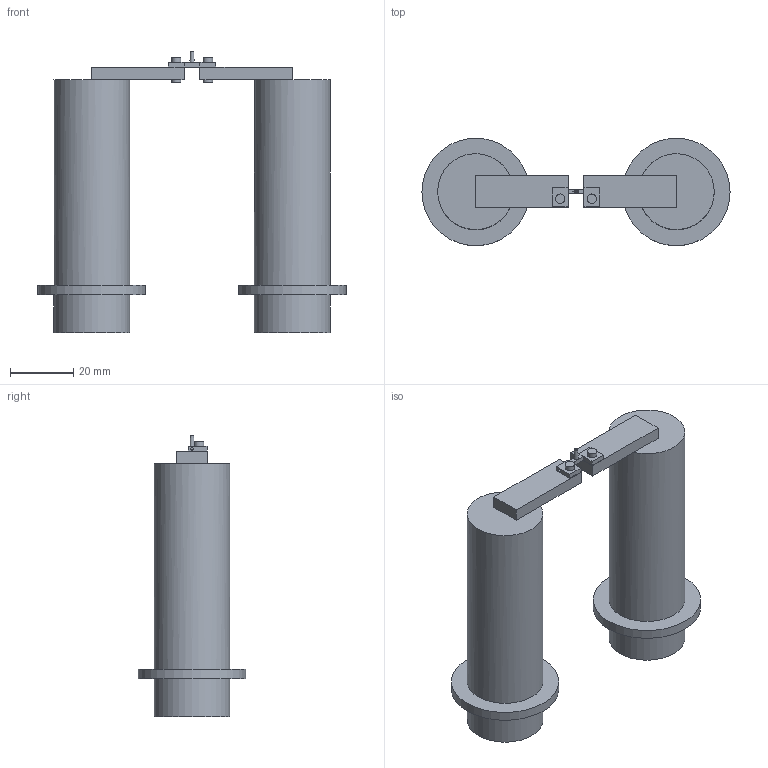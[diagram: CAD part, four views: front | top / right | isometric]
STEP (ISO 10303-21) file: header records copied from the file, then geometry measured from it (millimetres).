
FILE_DESCRIPTION(('FreeCAD Model'),'2;1');
FILE_NAME('bowtie_v3_simple.step', '2018-06-07T01:07:22',('Author'),(''), 'Open CASCADE STEP processor 7.1','FreeCAD','Unknown');
FILE_SCHEMA(('AUTOMOTIVE_DESIGN { 1 0 10303 214 1 1 1 1 }'));
Length unit declared in the file: millimetre
Products named in the file (2): BowTie001; Fusion058
Bounding box: 97.5 x 34 x 89 mm (x, y, z)
Volume: 77586.6 mm3; surface area: 17555.1 mm2
Topology: 3 solids, 3 shells, 61 faces, 120 edges, 76 vertices
Faces by surface type: plane 45, cylinder 15, cone 1
Full cylindrical faces by diameter (mm): 0.4 x1, 0.8 x2, 3 x6, 24 x4, 34 x2
Entity records: 3778 total; most frequent: CARTESIAN_POINT 711, DIRECTION 516, LINE 287, VECTOR 287, ORIENTED_EDGE 240, PCURVE 240, DEFINITIONAL_REPRESENTATION 240, EDGE_CURVE 120
